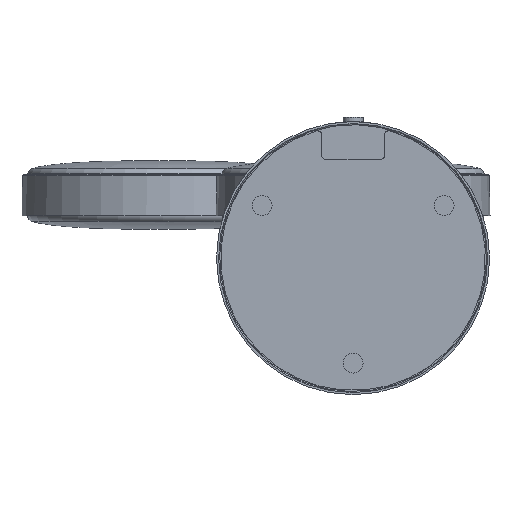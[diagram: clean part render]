
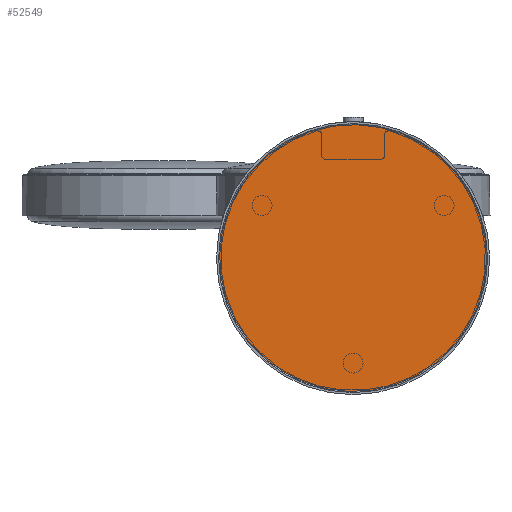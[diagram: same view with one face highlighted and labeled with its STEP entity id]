
A CAD part, front view. The second image highlights one B-rep face of the part: STEP entity #52549.
In plain terms, the highlighted face is planar.
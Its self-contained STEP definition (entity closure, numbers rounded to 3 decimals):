
#4388=PLANE('',#56790);
#5275=FACE_OUTER_BOUND('',#8882,.T.);
#8882=EDGE_LOOP('',(#35459));
#17915=CIRCLE('',#56787,63.5);
#21688=VERTEX_POINT('',#80847);
#26743=EDGE_CURVE('',#21688,#21688,#17915,.T.);
#35459=ORIENTED_EDGE('',*,*,#26743,.T.);
#52549=ADVANCED_FACE('',(#5275),#4388,.T.);
#56787=AXIS2_PLACEMENT_3D('',#80848,#64177,#64178);
#56790=AXIS2_PLACEMENT_3D('',#80853,#64184,#64185);
#64177=DIRECTION('center_axis',(0.,0.,-1.));
#64178=DIRECTION('ref_axis',(1.,0.,0.));
#64184=DIRECTION('center_axis',(0.,0.,-1.));
#64185=DIRECTION('ref_axis',(-1.,0.,0.));
#80847=CARTESIAN_POINT('',(63.5,0.,0.));
#80848=CARTESIAN_POINT('Origin',(0.,0.,0.));
#80853=CARTESIAN_POINT('Origin',(0.,0.,0.));
